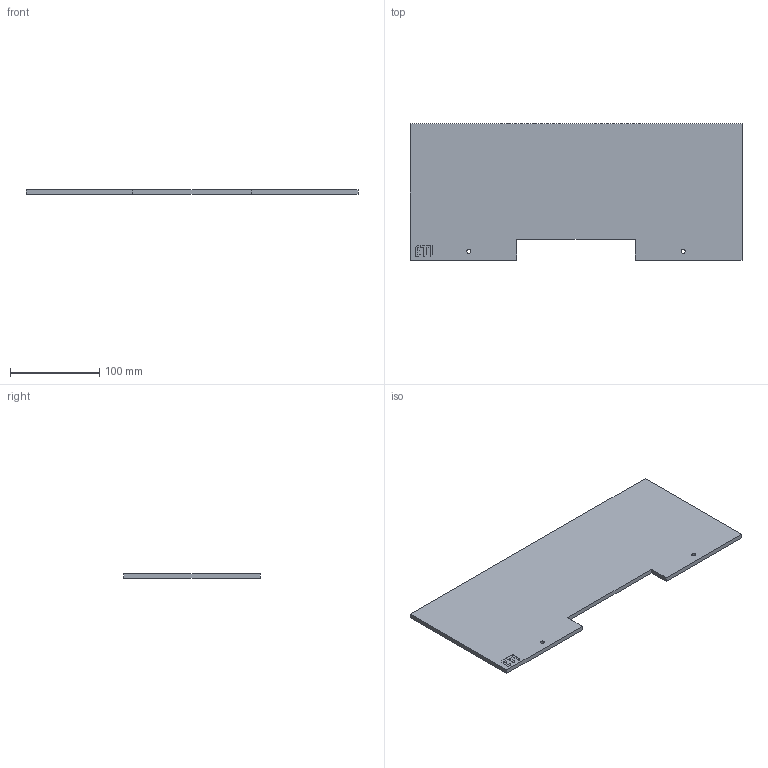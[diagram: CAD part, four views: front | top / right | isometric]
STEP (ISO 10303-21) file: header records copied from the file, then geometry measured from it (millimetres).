
FILE_DESCRIPTION((''),'2;1');
FILE_NAME('ASM00011_ASM','2021-10-13T',('marketing.praksa'),('Audax d.o.o.'),'CREO PARAMETRIC BY PTC INC, 2017480','CREO PARAMETRIC BY PTC INC, 2017480','');
FILE_SCHEMA(('AUTOMOTIVE_DESIGN { 1 0 10303 214 1 1 1 1 }'));
Length unit declared in the file: millimetre
Products named in the file (3): PRT0003; PRT0004; ASM00011_ASM
Assembly tree (2 placements, depth 2):
  ASM00011_ASM
    PRT0003
    PRT0004
Bounding box: 372 x 153 x 5 mm (x, y, z)
Volume: 268765.7 mm3; surface area: 113543.8 mm2
Topology: 4 solids, 4 shells, 119 faces, 324 edges, 216 vertices
Faces by surface type: plane 67, cylinder 52
Entity records: 5809 total; most frequent: DIRECTION 676, CARTESIAN_POINT 671, ORIENTED_EDGE 648, PRESENTATION_STYLE_ASSIGNMENT 447, STYLED_ITEM 447, CURVE_STYLE 324, EDGE_CURVE 324, AXIS2_PLACEMENT_3D 228
